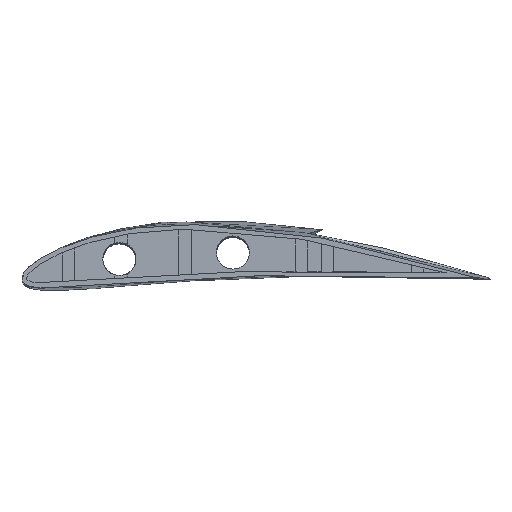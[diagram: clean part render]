
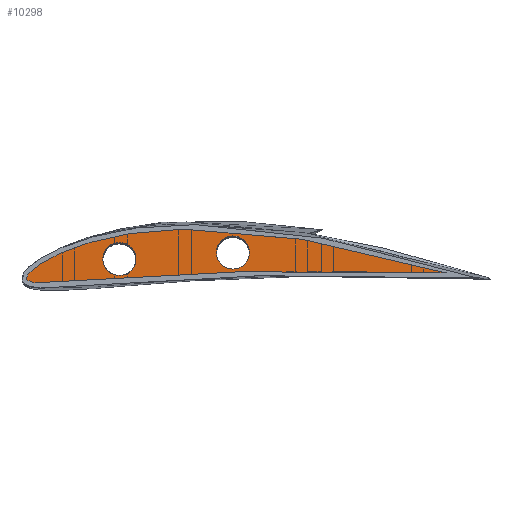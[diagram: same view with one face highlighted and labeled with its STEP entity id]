
A CAD part, top view. The second image highlights one B-rep face of the part: STEP entity #10298.
In plain terms, the highlighted planar face has unit normal (0, 0, 1).
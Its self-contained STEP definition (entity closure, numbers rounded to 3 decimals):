
#23 = FACE_OUTER_BOUND ( 'NONE', #8722, .T. ) ;
#237 = DIRECTION ( 'NONE',  ( 0., 0., 1. ) ) ;
#261 = CARTESIAN_POINT ( 'NONE',  ( 130.673, 1.73, 998.5 ) ) ;
#790 = ORIENTED_EDGE ( 'NONE', *, *, #7263, .F. ) ;
#963 = CARTESIAN_POINT ( 'NONE',  ( 55.372, 15.223, 998.5 ) ) ;
#1050 = CARTESIAN_POINT ( 'NONE',  ( 4.757, 3.902, 998.5 ) ) ;
#1207 = CARTESIAN_POINT ( 'NONE',  ( 72.893, 2.25, 998.5 ) ) ;
#1672 = CARTESIAN_POINT ( 'NONE',  ( 1.45, -0.243, 998.5 ) ) ;
#1797 = AXIS2_PLACEMENT_3D ( 'NONE', #9178, #10322, #13806 ) ;
#1859 = ORIENTED_EDGE ( 'NONE', *, *, #14945, .F. ) ;
#1888 = B_SPLINE_CURVE_WITH_KNOTS ( 'NONE', 3,
 ( #5547, #12688, #2046, #14711, #7046, #2206, #963, #9452, #6968, #11839, #3594, #5864, #3284, #11682, #8376, #1050, #15163, #7194, #9529, #2439, #10599, #4683, #8220, #8299, #14167, #15310 ),
 .UNSPECIFIED., .F., .F.,
 ( 4, 1, 1, 1, 1, 1, 1, 1, 1, 1, 1, 1, 1, 1, 1, 1, 1, 1, 1, 1, 1, 1, 1, 4 ),
 ( 0.064, 0.181, 0.298, 0.415, 0.531, 0.59, 0.648, 0.707, 0.765, 0.824, 0.853, 0.882, 0.911, 0.94, 0.955, 0.97, 0.977, 0.984, 0.988, 0.992, 0.993, 0.995, 0.997, 0.999 ),
 .UNSPECIFIED. ) ;
#1903 = CARTESIAN_POINT ( 'NONE',  ( 24.824, -0.626, 998.5 ) ) ;
#2046 = CARTESIAN_POINT ( 'NONE',  ( 114.291, 6.48, 998.5 ) ) ;
#2206 = CARTESIAN_POINT ( 'NONE',  ( 66.714, 14.574, 998.5 ) ) ;
#2210 = PLANE ( 'NONE',  #13682 ) ;
#2439 = CARTESIAN_POINT ( 'NONE',  ( 1.718, 0.924, 998.5 ) ) ;
#2536 = ORIENTED_EDGE ( 'NONE', *, *, #10273, .T. ) ;
#2700 = VERTEX_POINT ( 'NONE', #7554 ) ;
#2702 = VERTEX_POINT ( 'NONE', #13497 ) ;
#2786 = EDGE_CURVE ( 'NONE', #6464, #2702, #1888, .T. ) ;
#2916 = CARTESIAN_POINT ( 'NONE',  ( 19.364, -1.105, 998.5 ) ) ;
#2992 = CARTESIAN_POINT ( 'NONE',  ( 56.411, 1.71, 998.5 ) ) ;
#3284 = CARTESIAN_POINT ( 'NONE',  ( 13.917, 8.737, 998.5 ) ) ;
#3526 = CARTESIAN_POINT ( 'NONE',  ( 114.172, 2.408, 998.5 ) ) ;
#3594 = CARTESIAN_POINT ( 'NONE',  ( 23.228, 11.849, 998.5 ) ) ;
#3600 = DIRECTION ( 'NONE',  ( 0., 0., 1. ) ) ;
#4047 = CARTESIAN_POINT ( 'NONE',  ( 70.1, 8., 998.5 ) ) ;
#4059 = ORIENTED_EDGE ( 'NONE', *, *, #2786, .T. ) ;
#4156 = CARTESIAN_POINT ( 'NONE',  ( 7.18, -1.63, 998.5 ) ) ;
#4234 = CARTESIAN_POINT ( 'NONE',  ( 1.415, -0.059, 998.5 ) ) ;
#4313 = CARTESIAN_POINT ( 'NONE',  ( 48.136, 1.327, 998.5 ) ) ;
#4529 = CARTESIAN_POINT ( 'NONE',  ( 65., 8., 998.5 ) ) ;
#4683 = CARTESIAN_POINT ( 'NONE',  ( 1.499, 0.479, 998.5 ) ) ;
#4769 = FACE_BOUND ( 'NONE', #5115, .T. ) ;
#5115 = EDGE_LOOP ( 'NONE', ( #1859, #790 ) ) ;
#5250 = CARTESIAN_POINT ( 'NONE',  ( 1.928, -0.683, 998.5 ) ) ;
#5323 = CARTESIAN_POINT ( 'NONE',  ( 1.409, -0.005, 998.5 ) ) ;
#5467 = CARTESIAN_POINT ( 'NONE',  ( 5.21, -1.508, 998.5 ) ) ;
#5547 = CARTESIAN_POINT ( 'NONE',  ( 130.673, 1.73, 998.5 ) ) ;
#5708 = CARTESIAN_POINT ( 'NONE',  ( 130.673, 1.73, 998.5 ) ) ;
#5864 = CARTESIAN_POINT ( 'NONE',  ( 17.862, 10.191, 998.5 ) ) ;
#6204 = CIRCLE ( 'NONE', #9441, 5.1 ) ;
#6425 = CARTESIAN_POINT ( 'NONE',  ( 1.492, -0.317, 998.5 ) ) ;
#6464 = VERTEX_POINT ( 'NONE', #261 ) ;
#6524 = EDGE_CURVE ( 'NONE', #8785, #2700, #6204, .T. ) ;
#6661 = CARTESIAN_POINT ( 'NONE',  ( 31.662, 0.019, 998.5 ) ) ;
#6968 = CARTESIAN_POINT ( 'NONE',  ( 38.458, 14.656, 998.5 ) ) ;
#6978 = CIRCLE ( 'NONE', #8232, 5.1 ) ;
#7046 = CARTESIAN_POINT ( 'NONE',  ( 80.833, 13.072, 998.5 ) ) ;
#7126 = CARTESIAN_POINT ( 'NONE',  ( 125.175, 1.995, 998.5 ) ) ;
#7194 = CARTESIAN_POINT ( 'NONE',  ( 2.525, 1.979, 998.5 ) ) ;
#7263 = EDGE_CURVE ( 'NONE', #9190, #13975, #6978, .T. ) ;
#7554 = CARTESIAN_POINT ( 'NONE',  ( 59.9, 8., 998.5 ) ) ;
#7842 = CARTESIAN_POINT ( 'NONE',  ( 1.452, -0.248, 998.5 ) ) ;
#7908 = DIRECTION ( 'NONE',  ( -1., 0., 0. ) ) ;
#7983 = DIRECTION ( 'NONE',  ( 0., 0., 1. ) ) ;
#8029 = CARTESIAN_POINT ( 'NONE',  ( 65., 8., 998.5 ) ) ;
#8220 = CARTESIAN_POINT ( 'NONE',  ( 1.469, 0.377, 998.5 ) ) ;
#8225 = CARTESIAN_POINT ( 'NONE',  ( 64.643, 1.989, 998.5 ) ) ;
#8232 = AXIS2_PLACEMENT_3D ( 'NONE', #10821, #237, #9667 ) ;
#8299 = CARTESIAN_POINT ( 'NONE',  ( 1.438, 0.22, 998.5 ) ) ;
#8376 = CARTESIAN_POINT ( 'NONE',  ( 7.034, 5.403, 998.5 ) ) ;
#8722 = EDGE_LOOP ( 'NONE', ( #2536, #4059 ) ) ;
#8785 = VERTEX_POINT ( 'NONE', #4047 ) ;
#8850 = CARTESIAN_POINT ( 'NONE',  ( 9.185, -1.655, 998.5 ) ) ;
#9077 = CARTESIAN_POINT ( 'NONE',  ( 11.882, -1.599, 998.5 ) ) ;
#9178 = CARTESIAN_POINT ( 'NONE',  ( 30., 6., 998.5 ) ) ;
#9190 = VERTEX_POINT ( 'NONE', #13992 ) ;
#9227 = DIRECTION ( 'NONE',  ( -1., 0., 0. ) ) ;
#9441 = AXIS2_PLACEMENT_3D ( 'NONE', #4529, #7983, #7908 ) ;
#9452 = CARTESIAN_POINT ( 'NONE',  ( 46.908, 15.244, 998.5 ) ) ;
#9529 = CARTESIAN_POINT ( 'NONE',  ( 2.047, 1.412, 998.5 ) ) ;
#9534 = CARTESIAN_POINT ( 'NONE',  ( 83.894, 2.506, 998.5 ) ) ;
#9667 = DIRECTION ( 'NONE',  ( -1., 0., 0. ) ) ;
#9993 = CIRCLE ( 'NONE', #1797, 5.1 ) ;
#9996 = CARTESIAN_POINT ( 'NONE',  ( 2.509, -0.953, 998.5 ) ) ;
#10273 = EDGE_CURVE ( 'NONE', #2702, #6464, #12001, .T. ) ;
#10293 = CARTESIAN_POINT ( 'NONE',  ( 1.434, -0.19, 998.5 ) ) ;
#10298 = ADVANCED_FACE ( 'NONE', ( #23, #12845, #4769 ), #2210, .T. ) ;
#10322 = DIRECTION ( 'NONE',  ( 0., 0., 1. ) ) ;
#10528 = CARTESIAN_POINT ( 'NONE',  ( 97.656, 2.635, 998.5 ) ) ;
#10599 = CARTESIAN_POINT ( 'NONE',  ( 1.567, 0.651, 998.5 ) ) ;
#10603 = CARTESIAN_POINT ( 'NONE',  ( 64.646, 1.986, 998.5 ) ) ;
#10821 = CARTESIAN_POINT ( 'NONE',  ( 30., 6., 998.5 ) ) ;
#11264 = ORIENTED_EDGE ( 'NONE', *, *, #12867, .F. ) ;
#11682 = CARTESIAN_POINT ( 'NONE',  ( 10.086, 7.047, 998.5 ) ) ;
#11839 = CARTESIAN_POINT ( 'NONE',  ( 30.087, 13.438, 998.5 ) ) ;
#12001 = B_SPLINE_CURVE_WITH_KNOTS ( 'NONE', 3,
 ( #5323, #4234, #10293, #7842, #1672, #6425, #12536, #5250, #9996, #14717, #5467, #4156, #8850, #9077, #14788, #2916, #1903, #6661, #14933, #4313, #2992, #8225, #1207, #9534, #10528, #3526, #7126, #5708 ),
 .UNSPECIFIED., .F., .F.,
 ( 4, 1, 1, 1, 1, 1, 1, 1, 1, 1, 1, 1, 1, 1, 1, 1, 1, 1, 1, 1, 1, 1, 1, 1, 1, 4 ),
 ( 0.001, 0.003, 0.005, 0.007, 0.008, 0.012, 0.016, 0.023, 0.03, 0.045, 0.059, 0.074, 0.088, 0.117, 0.146, 0.176, 0.234, 0.292, 0.35, 0.408, 0.466, 0.524, 0.582, 0.699, 0.815, 0.931 ),
 .UNSPECIFIED. ) ;
#12202 = AXIS2_PLACEMENT_3D ( 'NONE', #8029, #12730, #12804 ) ;
#12447 = CIRCLE ( 'NONE', #12202, 5.1 ) ;
#12536 = CARTESIAN_POINT ( 'NONE',  ( 1.62, -0.456, 998.5 ) ) ;
#12589 = CARTESIAN_POINT ( 'NONE',  ( 24.9, 6., 998.5 ) ) ;
#12688 = CARTESIAN_POINT ( 'NONE',  ( 125.242, 3.407, 998.5 ) ) ;
#12730 = DIRECTION ( 'NONE',  ( 0., 0., 1. ) ) ;
#12804 = DIRECTION ( 'NONE',  ( -1., 0., 0. ) ) ;
#12845 = FACE_BOUND ( 'NONE', #13871, .T. ) ;
#12867 = EDGE_CURVE ( 'NONE', #2700, #8785, #12447, .T. ) ;
#13407 = ORIENTED_EDGE ( 'NONE', *, *, #6524, .F. ) ;
#13497 = CARTESIAN_POINT ( 'NONE',  ( 1.409, -0.005, 998.5 ) ) ;
#13682 = AXIS2_PLACEMENT_3D ( 'NONE', #10603, #3600, #9227 ) ;
#13806 = DIRECTION ( 'NONE',  ( -1., 0., 0. ) ) ;
#13871 = EDGE_LOOP ( 'NONE', ( #11264, #13407 ) ) ;
#13975 = VERTEX_POINT ( 'NONE', #12589 ) ;
#13992 = CARTESIAN_POINT ( 'NONE',  ( 35.1, 6., 998.5 ) ) ;
#14167 = CARTESIAN_POINT ( 'NONE',  ( 1.417, 0.066, 998.5 ) ) ;
#14711 = CARTESIAN_POINT ( 'NONE',  ( 97.65, 10.228, 998.5 ) ) ;
#14717 = CARTESIAN_POINT ( 'NONE',  ( 3.637, -1.274, 998.5 ) ) ;
#14788 = CARTESIAN_POINT ( 'NONE',  ( 15.277, -1.416, 998.5 ) ) ;
#14933 = CARTESIAN_POINT ( 'NONE',  ( 39.89, 0.735, 998.5 ) ) ;
#14945 = EDGE_CURVE ( 'NONE', #13975, #9190, #9993, .T. ) ;
#15163 = CARTESIAN_POINT ( 'NONE',  ( 3.446, 2.869, 998.5 ) ) ;
#15310 = CARTESIAN_POINT ( 'NONE',  ( 1.409, -0.005, 998.5 ) ) ;
